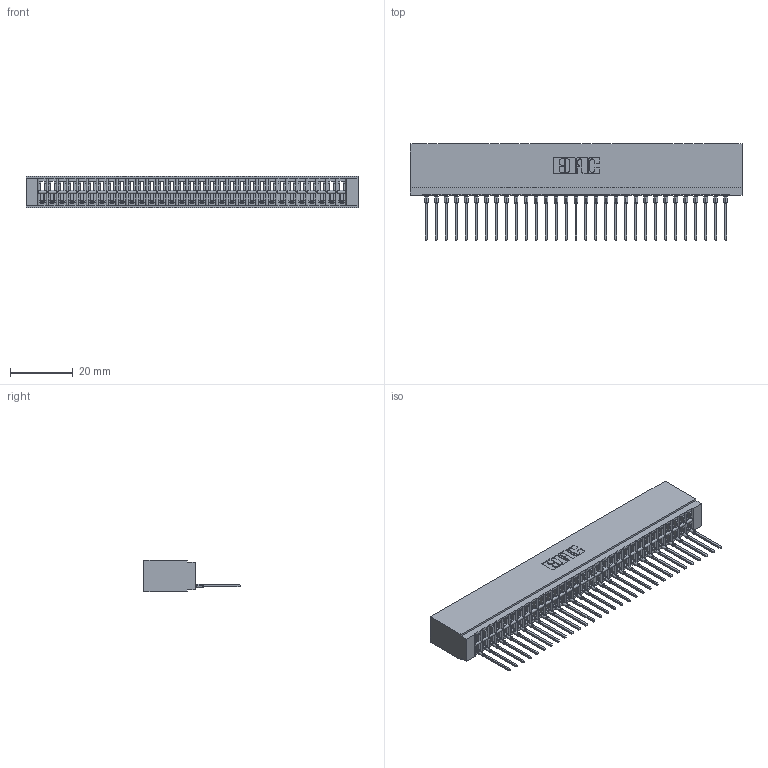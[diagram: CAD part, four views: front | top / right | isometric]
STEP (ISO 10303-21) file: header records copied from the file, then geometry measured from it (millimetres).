
FILE_DESCRIPTION (( 'STEP AP203' ), '1' );
FILE_NAME ('746-031-545-501.STEP', '2026-03-04T13:11:05', ( '' ), ( '' ), 'SwSTEP 2.0', 'SolidWorks 2023', '' );
FILE_SCHEMA (( 'CONFIG_CONTROL_DESIGN' ));
Length unit declared in the file: millimetre
Products named in the file (3): 746 Part_.340 Slot Depth - 01; 746-031-545-501; 746-292-001_545
Assembly tree (32 placements, depth 2):
  746-031-545-501
    746 Part_.340 Slot Depth - 01
    746-292-001_545  x31
Bounding box: 105.66 x 30.59 x 9.91 mm (x, y, z)
Volume: 12014.4 mm3; surface area: 16478.7 mm2
Topology: 32 solids, 32 shells, 3445 faces, 9780 edges, 6282 vertices
Faces by surface type: plane 2008, cylinder 631, bspline 620, torus 186
Entity records: 48395 total; most frequent: CARTESIAN_POINT 9884, ORIENTED_EDGE 8460, DIRECTION 7020, EDGE_CURVE 4230, VECTOR 3736, LINE 3736, VERTEX_POINT 2802, AXIS2_PLACEMENT_3D 1642
